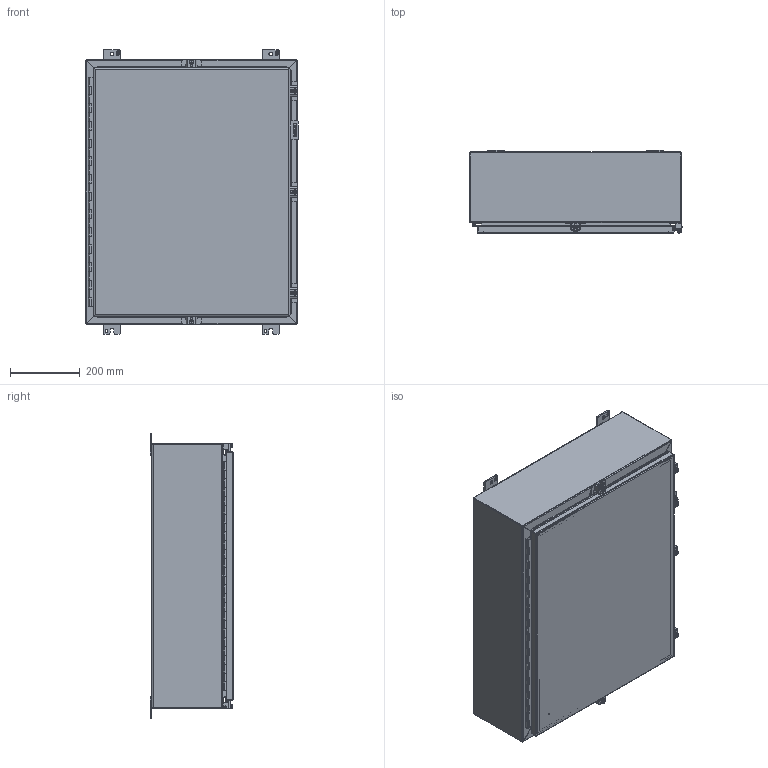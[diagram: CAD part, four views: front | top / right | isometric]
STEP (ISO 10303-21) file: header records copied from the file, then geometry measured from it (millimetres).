
FILE_DESCRIPTION (( 'STEP AP203' ), '1' );
FILE_NAME ('1418N4ALK8_Default.step', '2019-10-31T20:50:43', ( 'ADC123' ), ( 'Microsoft' ), 'SwSTEP 2.0', 'SolidWorks 2019', '' );
FILE_SCHEMA (( 'CONFIG_CONTROL_DESIGN' ));
Products named in the file (1): 1418N4ALK8_Default
Bounding box: 612.8 x 239.71 x 819.15 mm (x, y, z)
Volume: 5003270.2 mm3; surface area: 4535623.7 mm2
Topology: 49 solids, 50 shells, 1795 faces, 4745 edges, 3098 vertices
Faces by surface type: plane 1059, cylinder 612, bspline 88, cone 36
Entity records: 77300 total; most frequent: CARTESIAN_POINT 32277, ORIENTED_EDGE 9482, DIRECTION 9177, EDGE_CURVE 4741, LINE 3313, VECTOR 3313, VERTEX_POINT 3098, AXIS2_PLACEMENT_3D 2932
